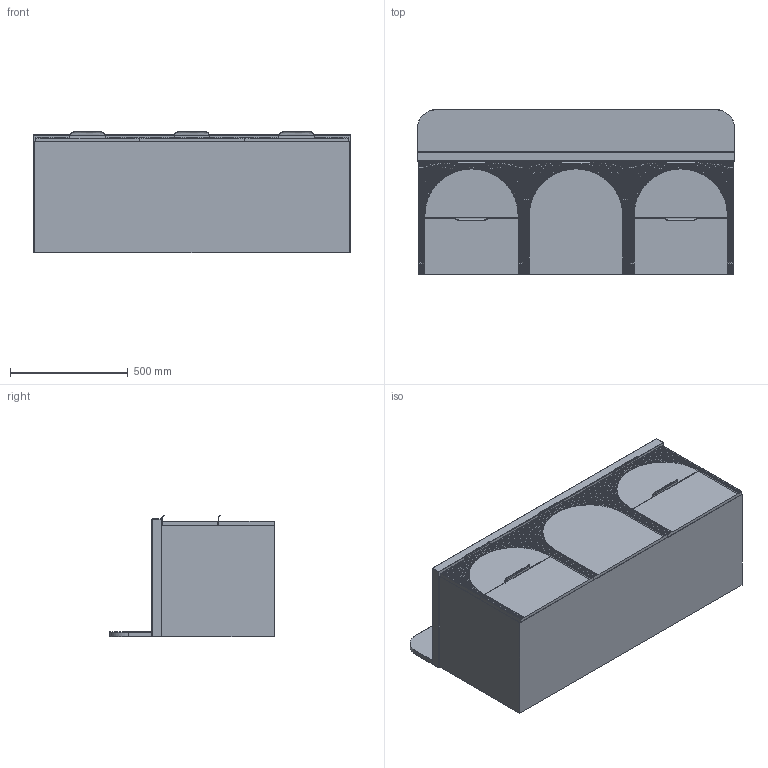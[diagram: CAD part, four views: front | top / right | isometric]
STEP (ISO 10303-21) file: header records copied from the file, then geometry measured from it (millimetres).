
FILE_DESCRIPTION (( 'STEP AP214' ), '1' );
FILE_NAME ('1350 Archie Centre (DRAWER).STEP', '2022-02-16T04:12:14', ( '' ), ( '' ), 'SwSTEP 2.0', 'SolidWorks 2021', '' );
FILE_SCHEMA (( 'AUTOMOTIVE_DESIGN' ));
Length unit declared in the file: millimetre
Products named in the file (5): Arch Panel; 1350 Carcass Centre; Arch Panel Split; 1350 Archie Centre (DRAWER); Carlisle
Assembly tree (9 placements, depth 2):
  1350 Archie Centre (DRAWER)
    1350 Carcass Centre
    Arch Panel Split  x2
    Carlisle  x5
    Arch Panel
Bounding box: 1350 x 700 x 515.21 mm (x, y, z)
Volume: 84043568.3 mm3; surface area: 8444239.2 mm2
Topology: 13 solids, 13 shells, 790 faces, 1975 edges, 1208 vertices
Faces by surface type: plane 568, cone 132, bspline 50, cylinder 32, torus 4, sphere 4
Entity records: 15321 total; most frequent: CARTESIAN_POINT 3656, ORIENTED_EDGE 2462, DIRECTION 2239, EDGE_CURVE 1231, VECTOR 811, LINE 811, VERTEX_POINT 752, AXIS2_PLACEMENT_3D 714
